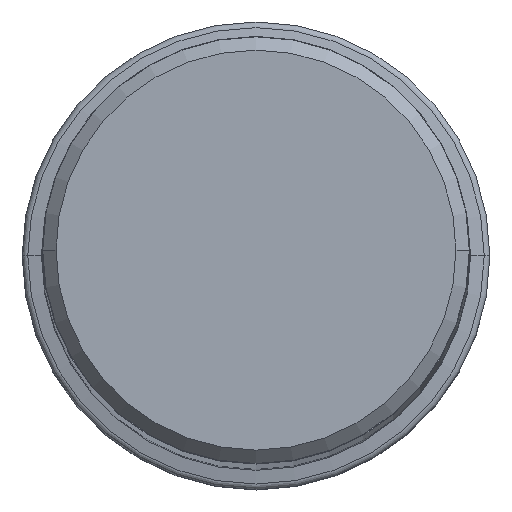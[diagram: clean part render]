
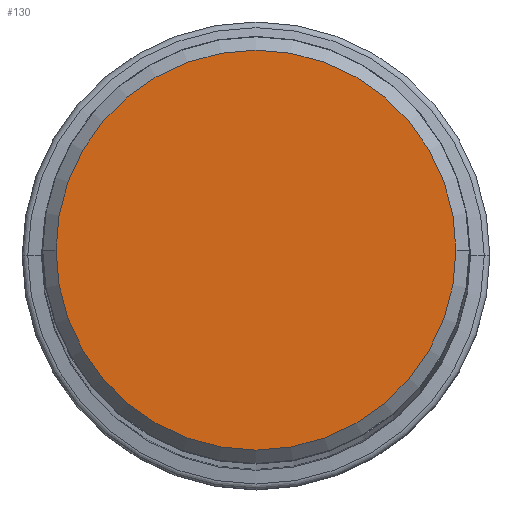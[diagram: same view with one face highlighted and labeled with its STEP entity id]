
A CAD part, top view. The second image highlights one B-rep face of the part: STEP entity #130.
In plain terms, the highlighted planar face has unit normal (0, 0, 1).
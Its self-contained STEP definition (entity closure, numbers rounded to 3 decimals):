
#43=PLANE('',#1179);
#130=ADVANCED_FACE('',(#203),#43,.F.);
#203=FACE_OUTER_BOUND('',#267,.T.);
#267=EDGE_LOOP('',(#417,#418));
#417=ORIENTED_EDGE('',*,*,#697,.T.);
#418=ORIENTED_EDGE('',*,*,#698,.T.);
#599=VERTEX_POINT('',#1861);
#600=VERTEX_POINT('',#1862);
#697=EDGE_CURVE('',#599,#600,#832,.T.);
#698=EDGE_CURVE('',#600,#599,#833,.T.);
#832=CIRCLE('',#1177,14.965);
#833=CIRCLE('',#1178,14.965);
#1177=AXIS2_PLACEMENT_3D('',#1860,#1464,#1465);
#1178=AXIS2_PLACEMENT_3D('',#1863,#1466,#1467);
#1179=AXIS2_PLACEMENT_3D('',#1864,#1468,#1469);
#1464=DIRECTION('',(0.,0.,1.));
#1465=DIRECTION('',(-1.,0.,0.));
#1466=DIRECTION('',(0.,0.,1.));
#1467=DIRECTION('',(1.,0.,0.));
#1468=DIRECTION('',(0.,0.,-1.));
#1469=DIRECTION('',(1.,0.,0.));
#1860=CARTESIAN_POINT('',(0.,0.,0.));
#1861=CARTESIAN_POINT('',(-14.965,0.,0.));
#1862=CARTESIAN_POINT('',(14.965,0.,0.));
#1863=CARTESIAN_POINT('',(0.,0.,0.));
#1864=CARTESIAN_POINT('',(0.,0.,0.));
